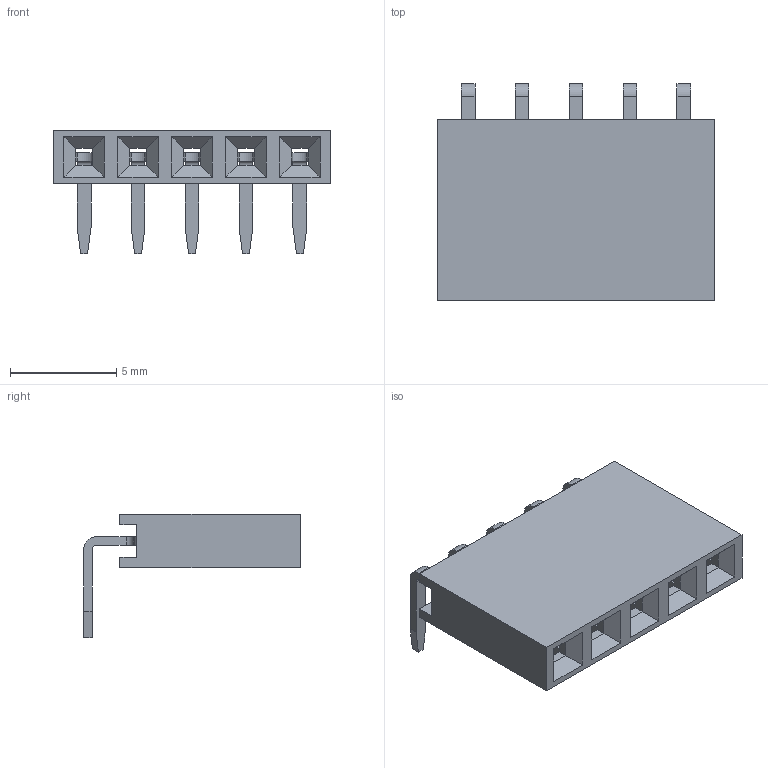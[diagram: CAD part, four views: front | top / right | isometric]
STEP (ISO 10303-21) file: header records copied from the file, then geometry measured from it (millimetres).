
FILE_DESCRIPTION(('STEP AP214'), '1');
FILE_NAME('DS1024-1x5RF1', '2016-04-20T20:55:25', ('Nobody'), (''), 'ASCON STEP Converter 1.3', 'ASCON Math Kernel', '');
FILE_SCHEMA(('AUTOMOTIVE_DESIGN { 1 0 10303 214 3 1 1}'));
Length unit declared in the file: millimetre
Bounding box: 13 x 10.2 x 5.8 mm (x, y, z)
Volume: 210.4 mm3; surface area: 782.9 mm2
Topology: 6 solids, 6 shells, 265 faces, 754 edges, 496 vertices
Faces by surface type: plane 200, cylinder 65
Entity records: 10752 total; most frequent: CARTESIAN_POINT 1516, ORIENTED_EDGE 1508, DIRECTION 1416, EDGE_CURVE 754, LINE 624, VECTOR 624, VERTEX_POINT 496, AXIS2_PLACEMENT_3D 396
